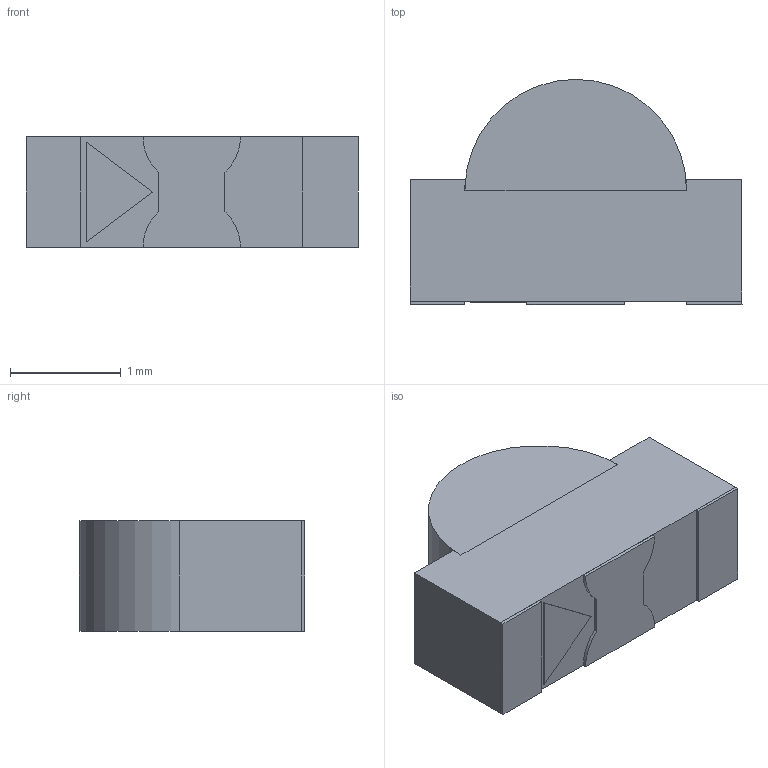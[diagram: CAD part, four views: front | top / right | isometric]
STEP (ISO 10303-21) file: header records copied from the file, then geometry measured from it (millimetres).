
FILE_DESCRIPTION(/* description */ (''),/* implementation_level */ '2;1');
FILE_NAME(/* name */ 'PT12-21B.step',/* time_stamp */ '2019-06-18T21:57:31+02:00',/* author */ (''),/* organization */ (''),/* preprocessor_version */ 'ST-DEVELOPER v18',/* originating_system */ 'Autodesk Translation Framework v8.2.0.1029',/* authorisation */ '');
FILE_SCHEMA (('AUTOMOTIVE_DESIGN { 1 0 10303 214 3 1 1 }'));
Length unit declared in the file: millimetre
Products named in the file (1): (Unsaved)
Bounding box: 3 x 2.03 x 1 mm (x, y, z)
Volume: 4.7 mm3; surface area: 27.2 mm2
Topology: 6 solids, 6 shells, 42 faces, 90 edges, 60 vertices
Faces by surface type: plane 35, cylinder 7
Entity records: 1195 total; most frequent: CARTESIAN_POINT 193, DIRECTION 190, ORIENTED_EDGE 180, EDGE_CURVE 90, LINE 76, VECTOR 76, VERTEX_POINT 60, AXIS2_PLACEMENT_3D 57
